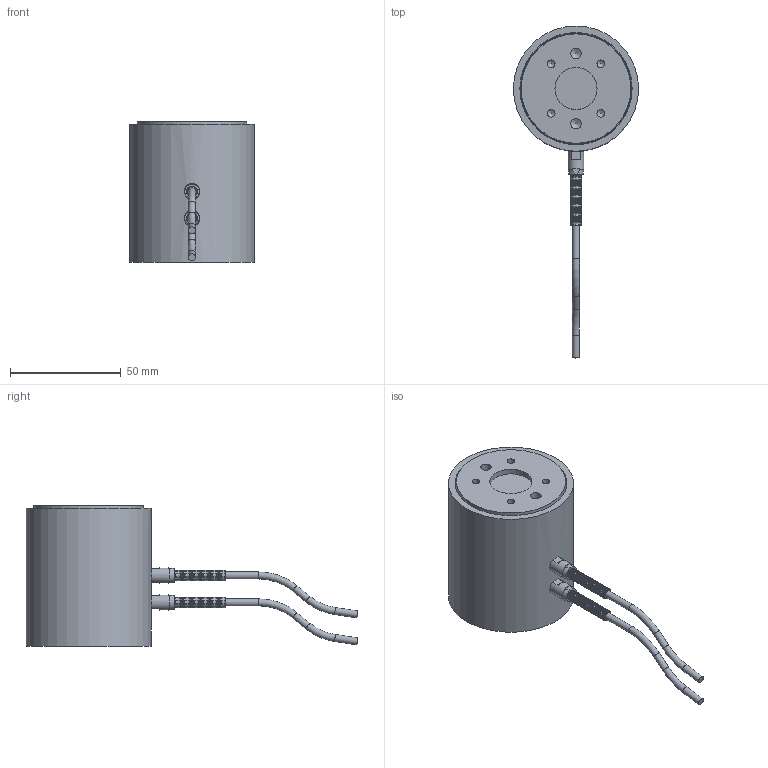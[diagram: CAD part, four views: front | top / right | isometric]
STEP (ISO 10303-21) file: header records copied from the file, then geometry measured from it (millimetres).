
FILE_DESCRIPTION((''),'2;1');
FILE_NAME('FI1195-B.stp','2011-02-28T11:49:23',('thomasl'),(''),'Autodesk Inventor 2011','Autodesk Inventor 2011','');
FILE_SCHEMA(('AUTOMOTIVE_DESIGN { 1 0 10303 214 1 1 1 1 }'));
Length unit declared in the file: inch
Products named in the file (2): FI1195-B (SubstituteLevelofDetail1); FI1195-B_Substitute_4
Assembly tree (1 placements, depth 2):
  FI1195-B (SubstituteLevelofDetail1)
    FI1195-B_Substitute_4
Bounding box: 56.64 x 150.1 x 63.5 mm (x, y, z)
Volume: 84995 mm3; surface area: 46048.2 mm2
Topology: 1 solids, 5 shells, 418 faces, 1322 edges, 841 vertices
Faces by surface type: cylinder 146, plane 124, torus 111, cone 37
Full cylindrical faces by diameter (mm): 3.048 x2, 3.175 x6, 3.454 x8, 4.064 x2, 4.763 x4, 4.801 x6, 4.851 x2, 5.207 x2, 5.334 x2, 5.715 x2, 5.791 x2, 7.061 x2, 12.7 x2, 17.145 x1, 18.034 x1, 19.025 x1, 19.05 x2, 49.53 x1, 50.165 x1, 50.241 x1, 50.8 x1, 56.642 x1
Entity records: 14647 total; most frequent: CARTESIAN_POINT 3384, DIRECTION 2192, ORIENTED_EDGE 2164, EDGE_CURVE 1082, AXIS2_PLACEMENT_3D 896, VERTEX_POINT 784, EDGE_LOOP 690, CIRCLE 475
